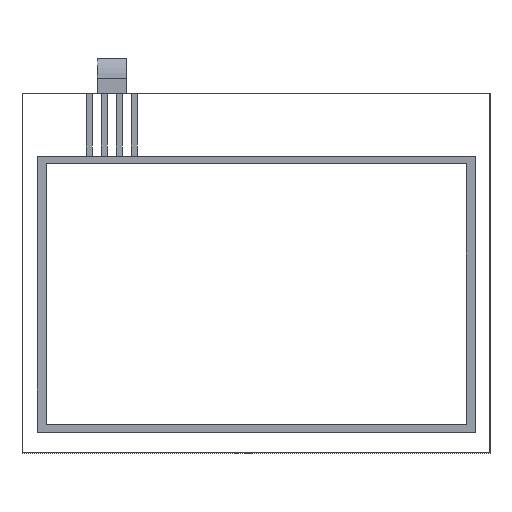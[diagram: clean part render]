
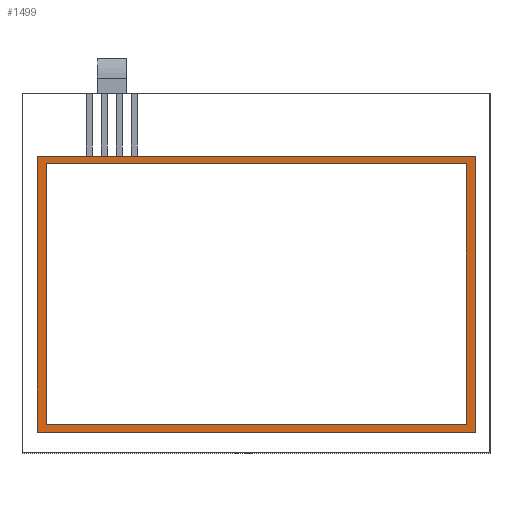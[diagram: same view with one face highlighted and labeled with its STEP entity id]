
A CAD part, top view. The second image highlights one B-rep face of the part: STEP entity #1499.
In plain terms, the highlighted planar face has unit normal (0, 0, 1).
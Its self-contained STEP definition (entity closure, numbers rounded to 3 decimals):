
#1231=CARTESIAN_POINT('',(-35.,-24.58,8.035));
#1232=VERTEX_POINT('',#1231);
#1239=CARTESIAN_POINT('',(35.0,-24.58,8.035));
#1240=VERTEX_POINT('',#1239);
#1241=CARTESIAN_POINT('',(35.0,-24.58,8.035));
#1242=DIRECTION('',(-1.0,0.0,0.0));
#1243=VECTOR('',#1242,70.);
#1244=LINE('',#1241,#1243);
#1245=EDGE_CURVE('',#1240,#1232,#1244,.T.);
#1270=CARTESIAN_POINT('',(35.0,18.92,8.035));
#1271=VERTEX_POINT('',#1270);
#1272=CARTESIAN_POINT('',(35.0,18.92,8.035));
#1273=DIRECTION('',(0.0,-1.0,0.0));
#1274=VECTOR('',#1273,43.5);
#1275=LINE('',#1272,#1274);
#1276=EDGE_CURVE('',#1271,#1240,#1275,.T.);
#1301=CARTESIAN_POINT('',(-35.,18.92,8.035));
#1302=VERTEX_POINT('',#1301);
#1303=CARTESIAN_POINT('',(-35.,18.92,8.035));
#1304=DIRECTION('',(1.0,0.0,0.0));
#1305=VECTOR('',#1304,70.);
#1306=LINE('',#1303,#1305);
#1307=EDGE_CURVE('',#1302,#1271,#1306,.T.);
#1330=CARTESIAN_POINT('',(-35.,-24.58,8.035));
#1331=DIRECTION('',(0.0,1.0,0.0));
#1332=VECTOR('',#1331,43.5);
#1333=LINE('',#1330,#1332);
#1334=EDGE_CURVE('',#1232,#1302,#1333,.T.);
#1355=CARTESIAN_POINT('',(-36.5,20.17,8.035));
#1356=VERTEX_POINT('',#1355);
#1363=CARTESIAN_POINT('',(36.5,20.17,8.035));
#1364=VERTEX_POINT('',#1363);
#1365=CARTESIAN_POINT('',(36.5,20.17,8.035));
#1366=DIRECTION('',(-1.0,0.0,0.0));
#1367=VECTOR('',#1366,73.);
#1368=LINE('',#1365,#1367);
#1369=EDGE_CURVE('',#1364,#1356,#1368,.T.);
#1393=CARTESIAN_POINT('',(-36.5,-25.83,8.035));
#1394=VERTEX_POINT('',#1393);
#1401=CARTESIAN_POINT('',(-36.5,20.17,8.035));
#1402=DIRECTION('',(0.0,-1.0,0.0));
#1403=VECTOR('',#1402,46.0);
#1404=LINE('',#1401,#1403);
#1405=EDGE_CURVE('',#1356,#1394,#1404,.T.);
#1424=CARTESIAN_POINT('',(36.5,-25.83,8.035));
#1425=VERTEX_POINT('',#1424);
#1432=CARTESIAN_POINT('',(-36.5,-25.83,8.035));
#1433=DIRECTION('',(1.0,0.0,0.0));
#1434=VECTOR('',#1433,73.);
#1435=LINE('',#1432,#1434);
#1436=EDGE_CURVE('',#1394,#1425,#1435,.T.);
#1454=CARTESIAN_POINT('',(36.5,-25.83,8.035));
#1455=DIRECTION('',(0.0,1.0,0.0));
#1456=VECTOR('',#1455,46.0);
#1457=LINE('',#1454,#1456);
#1458=EDGE_CURVE('',#1425,#1364,#1457,.T.);
#1482=CARTESIAN_POINT('',(0.,-2.83,8.035));
#1483=DIRECTION('',(0.0,0.0,1.0));
#1484=DIRECTION('',(1.0,0.0,0.0));
#1485=AXIS2_PLACEMENT_3D('',#1482,#1483,#1484);
#1486=PLANE('',#1485);
#1487=ORIENTED_EDGE('',*,*,#1458,.T.);
#1488=ORIENTED_EDGE('',*,*,#1369,.T.);
#1489=ORIENTED_EDGE('',*,*,#1405,.T.);
#1490=ORIENTED_EDGE('',*,*,#1436,.T.);
#1491=EDGE_LOOP('',(#1487,#1488,#1489,#1490));
#1492=FACE_OUTER_BOUND('',#1491,.T.);
#1493=ORIENTED_EDGE('',*,*,#1245,.T.);
#1494=ORIENTED_EDGE('',*,*,#1334,.T.);
#1495=ORIENTED_EDGE('',*,*,#1307,.T.);
#1496=ORIENTED_EDGE('',*,*,#1276,.T.);
#1497=EDGE_LOOP('',(#1493,#1494,#1495,#1496));
#1498=FACE_BOUND('',#1497,.T.);
#1499=ADVANCED_FACE('',(#1492,#1498),#1486,.T.);
